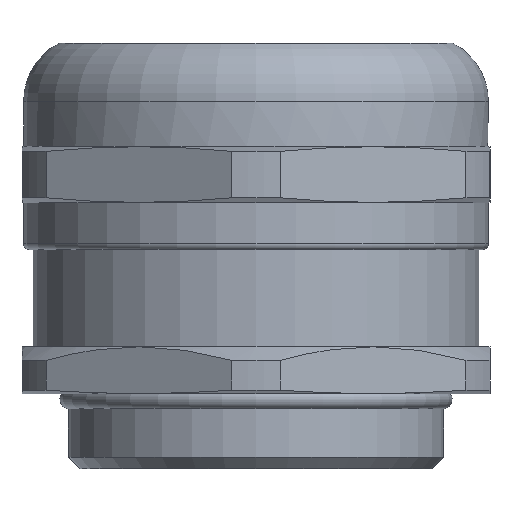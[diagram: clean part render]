
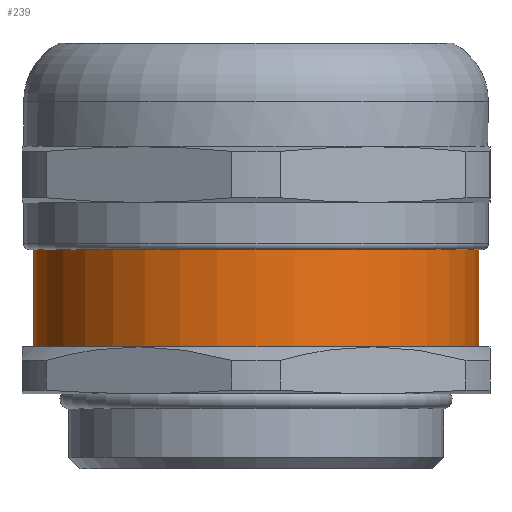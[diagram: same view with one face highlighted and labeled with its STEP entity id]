
A CAD part, left-side view. The second image highlights one B-rep face of the part: STEP entity #239.
In plain terms, the highlighted cylindrical face has radius 23.75 mm (diameter 47.5 mm), a full revolution.
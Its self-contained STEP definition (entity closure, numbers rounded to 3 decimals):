
#239=ADVANCED_FACE('',(#359,#360),#298,.T.);
#298=CYLINDRICAL_SURFACE('',#2181,23.75);
#359=FACE_BOUND('',#433,.T.);
#360=FACE_BOUND('',#434,.T.);
#433=EDGE_LOOP('',(#712));
#434=EDGE_LOOP('',(#713));
#712=ORIENTED_EDGE('',*,*,#1158,.F.);
#713=ORIENTED_EDGE('',*,*,#1159,.F.);
#998=VERTEX_POINT('',#3408);
#999=VERTEX_POINT('',#3410);
#1158=EDGE_CURVE('',#998,#998,#1376,.T.);
#1159=EDGE_CURVE('',#999,#999,#1377,.T.);
#1376=CIRCLE('',#2179,23.75);
#1377=CIRCLE('',#2180,23.75);
#2179=AXIS2_PLACEMENT_3D('',#3407,#2465,#2466);
#2180=AXIS2_PLACEMENT_3D('',#3409,#2467,#2468);
#2181=AXIS2_PLACEMENT_3D('',#3411,#2469,#2470);
#2465=DIRECTION('',(0.,0.,-1.));
#2466=DIRECTION('',(1.,0.,0.));
#2467=DIRECTION('',(0.,0.,1.));
#2468=DIRECTION('',(-1.,0.,0.));
#2469=DIRECTION('',(0.,0.,-1.));
#2470=DIRECTION('',(-0.866,-0.5,0.));
#3407=CARTESIAN_POINT('',(0.,0.,5.));
#3408=CARTESIAN_POINT('',(23.75,0.,5.));
#3409=CARTESIAN_POINT('',(0.,0.,15.368));
#3410=CARTESIAN_POINT('',(-23.75,0.,15.368));
#3411=CARTESIAN_POINT('',(0.,0.,-8.));
